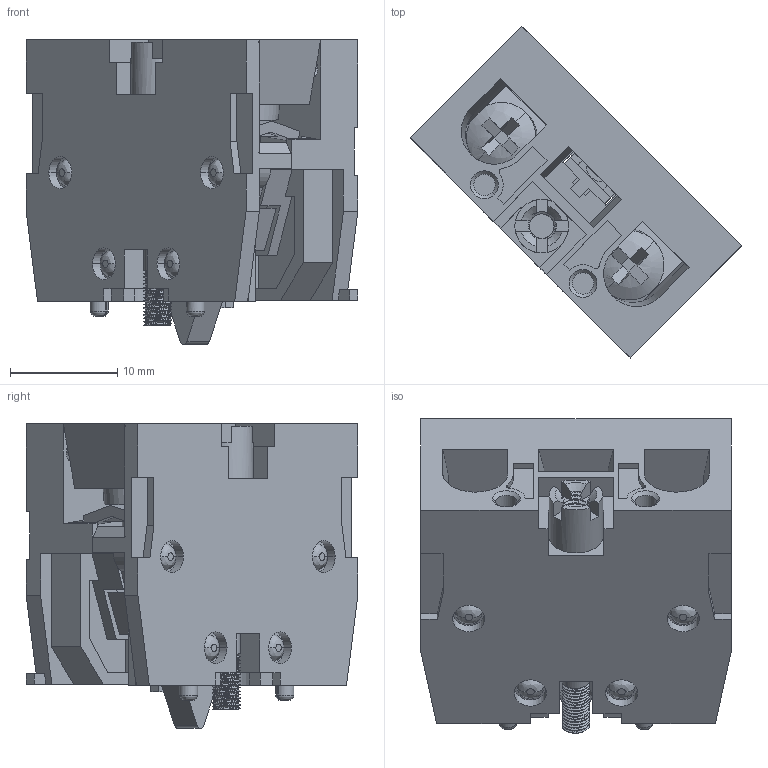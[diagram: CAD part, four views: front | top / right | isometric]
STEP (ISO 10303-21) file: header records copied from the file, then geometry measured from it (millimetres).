
FILE_DESCRIPTION((''),'2;1');
FILE_NAME('BE10','2022-12-13T',('xiaokai.shi'),(''),'PRO/ENGINEER BY PARAMETRIC TECHNOLOGY CORPORATION, 2015440','PRO/ENGINEER BY PARAMETRIC TECHNOLOGY CORPORATION, 2015440','');
FILE_SCHEMA(('CONFIG_CONTROL_DESIGN'));
Length unit declared in the file: millimetre
Products named in the file (1): BE10
Bounding box: 30.94 x 30.94 x 28.4 mm (x, y, z)
Volume: 6717.5 mm3; surface area: 6671.9 mm2
Topology: 1 solids, 1 shells, 594 faces, 1727 edges, 1134 vertices
Faces by surface type: plane 407, cylinder 115, bspline 56, cone 11, sphere 4, extrusion 1
Entity records: 26574 total; most frequent: CARTESIAN_POINT 11176, ORIENTED_EDGE 3450, DIRECTION 2840, EDGE_CURVE 1725, VECTOR 1246, LINE 1245, VERTEX_POINT 1134, AXIS2_PLACEMENT_3D 797
